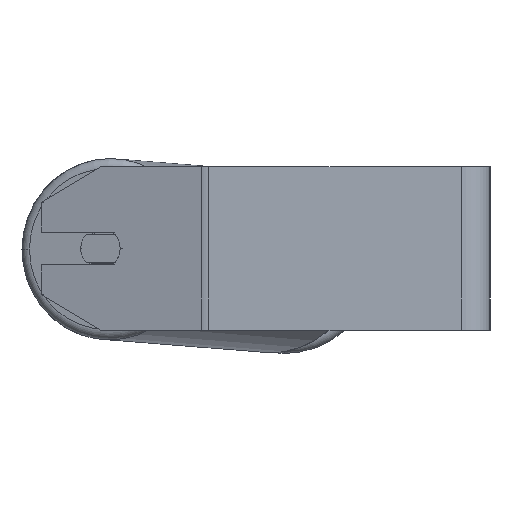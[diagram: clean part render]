
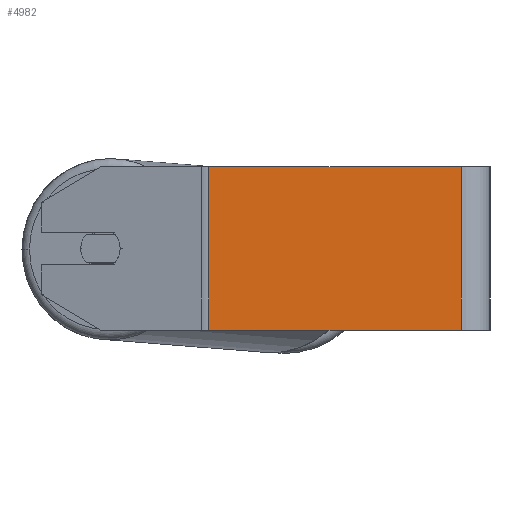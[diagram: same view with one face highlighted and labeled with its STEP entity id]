
A CAD part, left-side view. The second image highlights one B-rep face of the part: STEP entity #4982.
In plain terms, the highlighted planar face has unit normal (-1, 0, 0).
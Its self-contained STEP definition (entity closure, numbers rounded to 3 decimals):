
#652 = VECTOR ( 'NONE', #7475, 1000. ) ;
#896 = EDGE_CURVE ( 'NONE', #1262, #2693, #3559, .T. ) ;
#968 = VECTOR ( 'NONE', #6694, 1000. ) ;
#1262 = VERTEX_POINT ( 'NONE', #7697 ) ;
#1417 = DIRECTION ( 'NONE',  ( 0., 0., -1. ) ) ;
#1466 = CARTESIAN_POINT ( 'NONE',  ( -525., 139.894, 40. ) ) ;
#1549 = DIRECTION ( 'NONE',  ( 1., 0., 0. ) ) ;
#1958 = CARTESIAN_POINT ( 'NONE',  ( -525., 139.894, 40. ) ) ;
#2033 = LINE ( 'NONE', #5947, #968 ) ;
#2088 = LINE ( 'NONE', #1958, #652 ) ;
#2256 = EDGE_CURVE ( 'NONE', #4337, #6115, #2088, .T. ) ;
#2331 = CARTESIAN_POINT ( 'NONE',  ( -525., 139.894, -40. ) ) ;
#2636 = DIRECTION ( 'NONE',  ( 0., 0., -1. ) ) ;
#2693 = VERTEX_POINT ( 'NONE', #5084 ) ;
#2711 = FACE_OUTER_BOUND ( 'NONE', #7272, .T. ) ;
#3303 = CARTESIAN_POINT ( 'NONE',  ( -525., 14., 40. ) ) ;
#3559 = LINE ( 'NONE', #2331, #7714 ) ;
#4337 = VERTEX_POINT ( 'NONE', #4453 ) ;
#4453 = CARTESIAN_POINT ( 'NONE',  ( -525., 138.051, 40. ) ) ;
#4518 = EDGE_CURVE ( 'NONE', #6115, #2693, #7384, .T. ) ;
#4653 = ORIENTED_EDGE ( 'NONE', *, *, #2256, .F. ) ;
#4823 = ORIENTED_EDGE ( 'NONE', *, *, #896, .T. ) ;
#4860 = EDGE_CURVE ( 'NONE', #4337, #1262, #2033, .T. ) ;
#4982 = ADVANCED_FACE ( 'NONE', ( #2711 ), #6166, .F. ) ;
#4995 = DIRECTION ( 'NONE',  ( 0., -1., 0. ) ) ;
#5084 = CARTESIAN_POINT ( 'NONE',  ( -525., 14., -40. ) ) ;
#5947 = CARTESIAN_POINT ( 'NONE',  ( -525., 138.051, 40. ) ) ;
#6115 = VERTEX_POINT ( 'NONE', #7253 ) ;
#6166 = PLANE ( 'NONE',  #8465 ) ;
#6230 = ORIENTED_EDGE ( 'NONE', *, *, #4860, .T. ) ;
#6601 = VECTOR ( 'NONE', #2636, 1000. ) ;
#6694 = DIRECTION ( 'NONE',  ( 0., 0., -1. ) ) ;
#7253 = CARTESIAN_POINT ( 'NONE',  ( -525., 14., 40. ) ) ;
#7272 = EDGE_LOOP ( 'NONE', ( #4823, #7768, #4653, #6230 ) ) ;
#7384 = LINE ( 'NONE', #3303, #6601 ) ;
#7475 = DIRECTION ( 'NONE',  ( 0., -1., 0. ) ) ;
#7697 = CARTESIAN_POINT ( 'NONE',  ( -525., 138.051, -40. ) ) ;
#7714 = VECTOR ( 'NONE', #4995, 1000. ) ;
#7768 = ORIENTED_EDGE ( 'NONE', *, *, #4518, .F. ) ;
#8465 = AXIS2_PLACEMENT_3D ( 'NONE', #1466, #1549, #1417 ) ;
